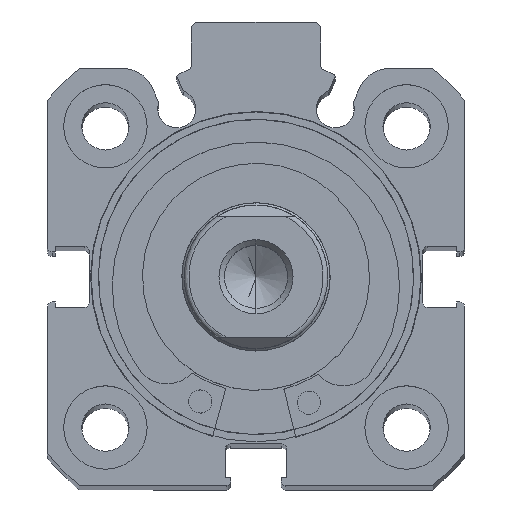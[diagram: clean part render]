
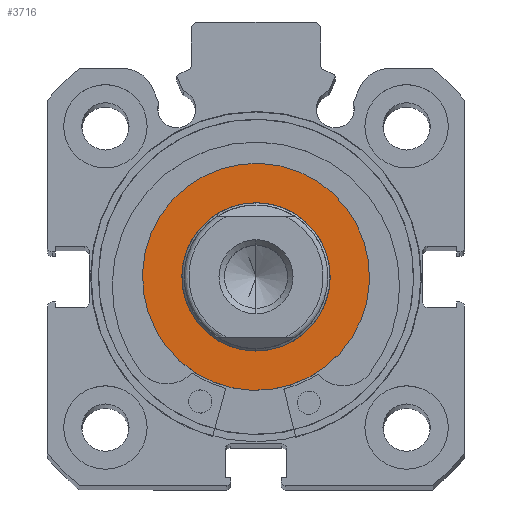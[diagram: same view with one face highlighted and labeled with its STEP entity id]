
A CAD part, top view. The second image highlights one B-rep face of the part: STEP entity #3716.
In plain terms, the highlighted face is planar.
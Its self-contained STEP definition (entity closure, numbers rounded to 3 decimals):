
#191 = CARTESIAN_POINT ( 'NONE',  ( 0., 0., 0. ) ) ;
#192 = DIRECTION ( 'NONE',  ( -1., 0., 0. ) ) ;
#193 = DIRECTION ( 'NONE',  ( 0., 0., 1. ) ) ;
#194 = CARTESIAN_POINT ( 'NONE',  ( 0., 0., 0. ) ) ;
#197 = DIRECTION ( 'NONE',  ( -1., 0., 0. ) ) ;
#198 = DIRECTION ( 'NONE',  ( 0., 0., 1. ) ) ;
#242 = CARTESIAN_POINT ( 'NONE',  ( 0., 0., 0. ) ) ;
#243 = CARTESIAN_POINT ( 'NONE',  ( 0., 0., 0. ) ) ;
#244 = DIRECTION ( 'NONE',  ( -1., 0., 0. ) ) ;
#245 = DIRECTION ( 'NONE',  ( 0., 0., 1. ) ) ;
#250 = DIRECTION ( 'NONE',  ( -1., 0., 0. ) ) ;
#251 = DIRECTION ( 'NONE',  ( 0., 0., 1. ) ) ;
#1302 = CIRCLE ( 'NONE', #7057, 12.25 ) ;
#1304 = CIRCLE ( 'NONE', #7060, 8. ) ;
#1336 = CIRCLE ( 'NONE', #7066, 12.25 ) ;
#1342 = CIRCLE ( 'NONE', #7072, 8. ) ;
#2352 = VERTEX_POINT ( 'NONE', #5656 ) ;
#2357 = VERTEX_POINT ( 'NONE', #5661 ) ;
#2358 = VERTEX_POINT ( 'NONE', #5662 ) ;
#2361 = VERTEX_POINT ( 'NONE', #5665 ) ;
#2839 = ORIENTED_EDGE ( 'NONE', *, *, #3854, .F. ) ;
#2872 = ORIENTED_EDGE ( 'NONE', *, *, #3872, .T. ) ;
#2876 = ORIENTED_EDGE ( 'NONE', *, *, #3852, .T. ) ;
#2881 = ORIENTED_EDGE ( 'NONE', *, *, #3874, .F. ) ;
#3183 = EDGE_LOOP ( 'NONE', ( #2876, #2872 ) ) ;
#3184 = EDGE_LOOP ( 'NONE', ( #2881, #2839 ) ) ;
#3716 = ADVANCED_FACE ( 'NONE', ( #5406, #5417 ), #6709, .F. ) ;
#3852 = EDGE_CURVE ( 'NONE', #2361, #2352, #1302, .T. ) ;
#3854 = EDGE_CURVE ( 'NONE', #2357, #2358, #1304, .T. ) ;
#3872 = EDGE_CURVE ( 'NONE', #2352, #2361, #1336, .T. ) ;
#3874 = EDGE_CURVE ( 'NONE', #2358, #2357, #1342, .T. ) ;
#5406 = FACE_BOUND ( 'NONE', #3184, .T. ) ;
#5417 = FACE_OUTER_BOUND ( 'NONE', #3183, .T. ) ;
#5656 = CARTESIAN_POINT ( 'NONE',  ( 0., 0., -12.25 ) ) ;
#5661 = CARTESIAN_POINT ( 'NONE',  ( 0., 0., -8. ) ) ;
#5662 = CARTESIAN_POINT ( 'NONE',  ( 0., 0., 8. ) ) ;
#5665 = CARTESIAN_POINT ( 'NONE',  ( 0., 0., 12.25 ) ) ;
#6708 = CARTESIAN_POINT ( 'NONE',  ( 0., 12.25, 0. ) ) ;
#6709 = PLANE ( 'NONE',  #6988 ) ;
#6710 = DIRECTION ( 'NONE',  ( 1., 0., 0. ) ) ;
#6711 = DIRECTION ( 'NONE',  ( 0., 0., -1. ) ) ;
#6988 = AXIS2_PLACEMENT_3D ( 'NONE', #6708, #6710, #6711 ) ;
#7057 = AXIS2_PLACEMENT_3D ( 'NONE', #191, #192, #193 ) ;
#7060 = AXIS2_PLACEMENT_3D ( 'NONE', #194, #197, #198 ) ;
#7066 = AXIS2_PLACEMENT_3D ( 'NONE', #242, #244, #245 ) ;
#7072 = AXIS2_PLACEMENT_3D ( 'NONE', #243, #250, #251 ) ;
